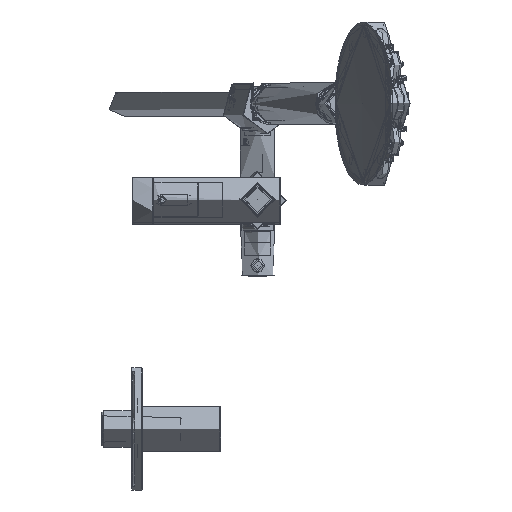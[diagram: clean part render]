
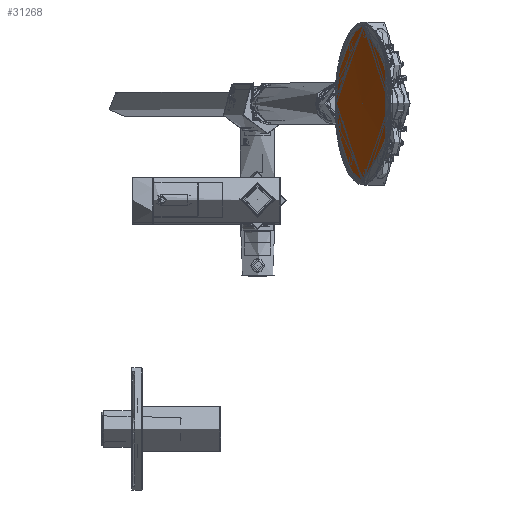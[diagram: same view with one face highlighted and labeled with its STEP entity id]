
A CAD part, top view. The second image highlights one B-rep face of the part: STEP entity #31268.
In plain terms, the highlighted spherical face has radius 2492.23 mm.
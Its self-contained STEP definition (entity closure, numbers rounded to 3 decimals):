
#337=SPHERICAL_SURFACE('',#34112,2492.228);
#10266=ORIENTED_EDGE('',*,*,#13588,.F.);
#13588=EDGE_CURVE('',#15962,#15962,#17361,.F.);
#15962=VERTEX_POINT('',#71697);
#17361=CIRCLE('',#34113,44.493);
#19904=EDGE_LOOP('',(#10266));
#22544=FACE_BOUND('',#19904,.T.);
#31268=ADVANCED_FACE('',(#22544),#337,.T.);
#34112=AXIS2_PLACEMENT_3D('',#71695,#40422,#40423);
#34113=AXIS2_PLACEMENT_3D('',#71696,#40424,#40425);
#40422=DIRECTION('',(0.,0.,-1.));
#40423=DIRECTION('',(0.,1.,0.));
#40424=DIRECTION('',(0.,0.,1.));
#40425=DIRECTION('',(1.,0.,0.));
#71695=CARTESIAN_POINT('',(0.,0.,-2489.63));
#71696=CARTESIAN_POINT('',(0.,0.,2.201));
#71697=CARTESIAN_POINT('',(44.493,0.,2.201));
